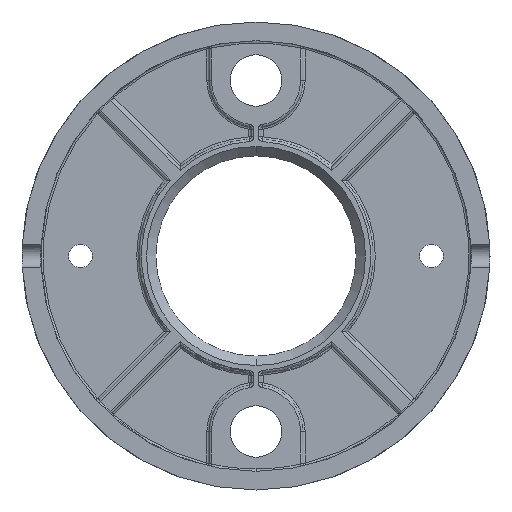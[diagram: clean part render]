
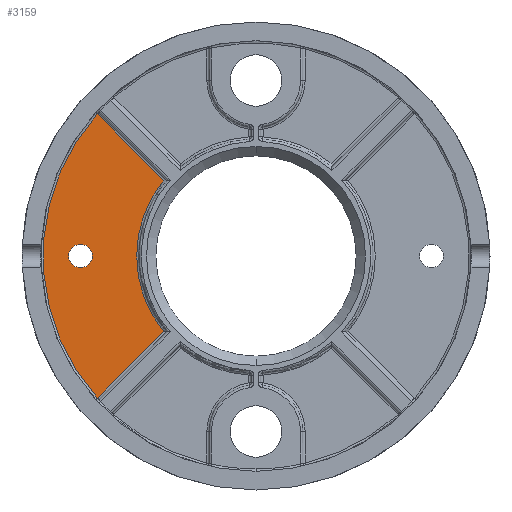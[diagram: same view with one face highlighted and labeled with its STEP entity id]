
A CAD part, front view. The second image highlights one B-rep face of the part: STEP entity #3159.
In plain terms, the highlighted planar face has unit normal (0, -1, 0).
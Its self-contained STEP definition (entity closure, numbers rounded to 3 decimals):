
#253 = DIRECTION ( 'NONE',  ( 0., 0., -1. ) ) ;
#290 = DIRECTION ( 'NONE',  ( 0., -1., 0. ) ) ;
#323 = FACE_OUTER_BOUND ( 'NONE', #687, .T. ) ;
#366 = EDGE_CURVE ( 'NONE', #7121, #782, #3442, .T. ) ;
#492 = AXIS2_PLACEMENT_3D ( 'NONE', #3030, #7071, #5748 ) ;
#687 = EDGE_LOOP ( 'NONE', ( #7742, #4287, #7812, #5763 ) ) ;
#782 = VERTEX_POINT ( 'NONE', #2843 ) ;
#914 = DIRECTION ( 'NONE',  ( 0., -1., 0. ) ) ;
#949 = CARTESIAN_POINT ( 'NONE',  ( 0., 5., 0. ) ) ;
#959 = VECTOR ( 'NONE', #3086, 1000. ) ;
#1039 = CARTESIAN_POINT ( 'NONE',  ( -33.887, 5., 30.363 ) ) ;
#1363 = EDGE_CURVE ( 'NONE', #782, #6990, #5689, .T. ) ;
#1391 = VERTEX_POINT ( 'NONE', #4869 ) ;
#1420 = EDGE_CURVE ( 'NONE', #1391, #3035, #3460, .T. ) ;
#1698 = DIRECTION ( 'NONE',  ( 0., 0., -1. ) ) ;
#1735 = CARTESIAN_POINT ( 'NONE',  ( -37.5, 5., 0. ) ) ;
#1771 = LINE ( 'NONE', #3737, #959 ) ;
#1783 = AXIS2_PLACEMENT_3D ( 'NONE', #4251, #914, #253 ) ;
#2205 = CARTESIAN_POINT ( 'NONE',  ( -19.715, 5., -16.173 ) ) ;
#2253 = CIRCLE ( 'NONE', #8002, 2.5 ) ;
#2843 = CARTESIAN_POINT ( 'NONE',  ( -19.709, 5., 16.18 ) ) ;
#2973 = PLANE ( 'NONE',  #7096 ) ;
#3030 = CARTESIAN_POINT ( 'NONE',  ( 0., 5., 0. ) ) ;
#3035 = VERTEX_POINT ( 'NONE', #3499 ) ;
#3086 = DIRECTION ( 'NONE',  ( 0.707, 0., 0.707 ) ) ;
#3159 = ADVANCED_FACE ( 'NONE', ( #6390, #323 ), #2973, .T. ) ;
#3442 = CIRCLE ( 'NONE', #492, 25.5 ) ;
#3460 = CIRCLE ( 'NONE', #1783, 2.5 ) ;
#3499 = CARTESIAN_POINT ( 'NONE',  ( -37.5, 5., -2.5 ) ) ;
#3591 = CARTESIAN_POINT ( 'NONE',  ( -1.767, 5., -1.767 ) ) ;
#3737 = CARTESIAN_POINT ( 'NONE',  ( -19.392, 5., -15.85 ) ) ;
#3764 = EDGE_CURVE ( 'NONE', #3035, #1391, #2253, .T. ) ;
#4251 = CARTESIAN_POINT ( 'NONE',  ( -37.5, 5., 0. ) ) ;
#4287 = ORIENTED_EDGE ( 'NONE', *, *, #7863, .T. ) ;
#4724 = VECTOR ( 'NONE', #8382, 1000. ) ;
#4869 = CARTESIAN_POINT ( 'NONE',  ( -37.5, 5., 2.5 ) ) ;
#5026 = DIRECTION ( 'NONE',  ( 0., -1., 0. ) ) ;
#5153 = ORIENTED_EDGE ( 'NONE', *, *, #3764, .F. ) ;
#5564 = VERTEX_POINT ( 'NONE', #6153 ) ;
#5689 = LINE ( 'NONE', #3591, #4724 ) ;
#5708 = CIRCLE ( 'NONE', #7964, 45.5 ) ;
#5748 = DIRECTION ( 'NONE',  ( 0., 0., -1. ) ) ;
#5763 = ORIENTED_EDGE ( 'NONE', *, *, #1363, .T. ) ;
#5819 = DIRECTION ( 'NONE',  ( 0., 0., -1. ) ) ;
#6153 = CARTESIAN_POINT ( 'NONE',  ( -33.898, 5., -30.351 ) ) ;
#6390 = FACE_BOUND ( 'NONE', #8632, .T. ) ;
#6481 = DIRECTION ( 'NONE',  ( 0., -1., 0. ) ) ;
#6934 = EDGE_CURVE ( 'NONE', #6990, #5564, #5708, .T. ) ;
#6990 = VERTEX_POINT ( 'NONE', #1039 ) ;
#7071 = DIRECTION ( 'NONE',  ( 0., 1., 0. ) ) ;
#7096 = AXIS2_PLACEMENT_3D ( 'NONE', #949, #6481, #5819 ) ;
#7121 = VERTEX_POINT ( 'NONE', #2205 ) ;
#7675 = CARTESIAN_POINT ( 'NONE',  ( 0., 5., 0. ) ) ;
#7742 = ORIENTED_EDGE ( 'NONE', *, *, #6934, .T. ) ;
#7812 = ORIENTED_EDGE ( 'NONE', *, *, #366, .T. ) ;
#7863 = EDGE_CURVE ( 'NONE', #5564, #7121, #1771, .T. ) ;
#7964 = AXIS2_PLACEMENT_3D ( 'NONE', #7675, #290, #8424 ) ;
#8002 = AXIS2_PLACEMENT_3D ( 'NONE', #1735, #5026, #1698 ) ;
#8120 = ORIENTED_EDGE ( 'NONE', *, *, #1420, .F. ) ;
#8382 = DIRECTION ( 'NONE',  ( -0.707, 0., 0.707 ) ) ;
#8424 = DIRECTION ( 'NONE',  ( 0., 0., -1. ) ) ;
#8632 = EDGE_LOOP ( 'NONE', ( #5153, #8120 ) ) ;
